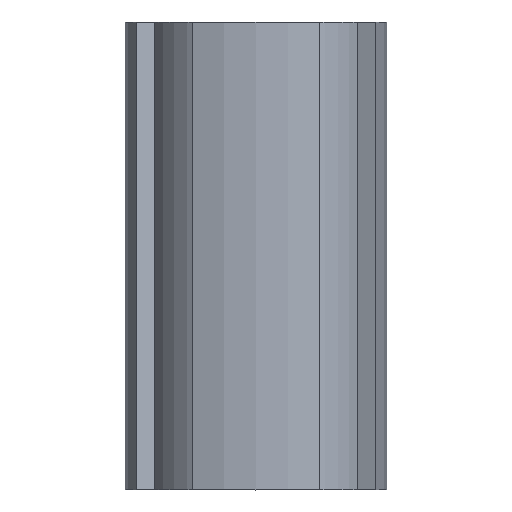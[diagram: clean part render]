
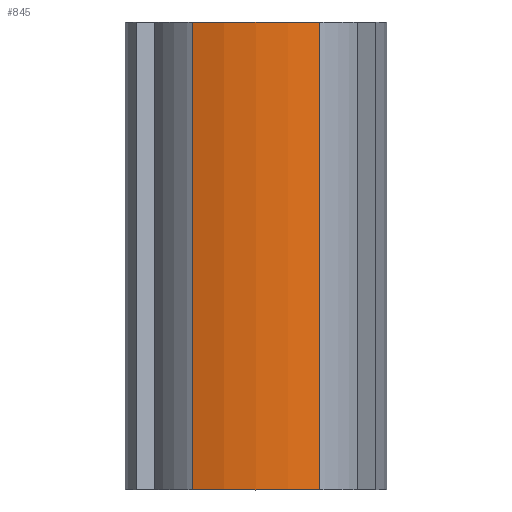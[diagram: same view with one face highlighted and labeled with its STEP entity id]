
A CAD part, top view. The second image highlights one B-rep face of the part: STEP entity #845.
In plain terms, the highlighted cylindrical face has radius 20 mm (diameter 40 mm), a partial arc.
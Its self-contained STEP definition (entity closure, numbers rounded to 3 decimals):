
#19=CYLINDRICAL_SURFACE('',#933,20.);
#42=FACE_OUTER_BOUND('',#86,.T.);
#86=EDGE_LOOP('',(#638,#639,#640,#641));
#118=CIRCLE('',#892,20.);
#140=CIRCLE('',#919,20.);
#208=LINE('',#1384,#296);
#209=LINE('',#1386,#297);
#296=VECTOR('',#1109,50.);
#297=VECTOR('',#1112,50.);
#326=VERTEX_POINT('',#1205);
#328=VERTEX_POINT('',#1208);
#378=VERTEX_POINT('',#1320);
#379=VERTEX_POINT('',#1322);
#407=EDGE_CURVE('',#328,#326,#118,.T.);
#465=EDGE_CURVE('',#378,#379,#140,.T.);
#496=EDGE_CURVE('',#326,#379,#208,.T.);
#497=EDGE_CURVE('',#328,#378,#209,.T.);
#638=ORIENTED_EDGE('',*,*,#496,.T.);
#639=ORIENTED_EDGE('',*,*,#465,.F.);
#640=ORIENTED_EDGE('',*,*,#497,.F.);
#641=ORIENTED_EDGE('',*,*,#407,.T.);
#845=ADVANCED_FACE('',(#42),#19,.T.);
#892=AXIS2_PLACEMENT_3D('',#1209,#970,#971);
#919=AXIS2_PLACEMENT_3D('',#1323,#1060,#1061);
#933=AXIS2_PLACEMENT_3D('',#1385,#1110,#1111);
#970=DIRECTION('center_axis',(0.,1.,0.));
#971=DIRECTION('ref_axis',(-0.338,0.,0.941));
#1060=DIRECTION('center_axis',(0.,1.,0.));
#1061=DIRECTION('ref_axis',(-0.338,0.,0.941));
#1109=DIRECTION('',(0.,1.,0.));
#1110=DIRECTION('center_axis',(0.,1.,0.));
#1111=DIRECTION('ref_axis',(-1.,0.,0.));
#1112=DIRECTION('',(0.,1.,0.));
#1205=CARTESIAN_POINT('',(6.75,-25.,12.827));
#1208=CARTESIAN_POINT('',(-6.75,-25.,12.827));
#1209=CARTESIAN_POINT('Origin',(0.,-25.,-6.));
#1320=CARTESIAN_POINT('',(-6.75,25.,12.827));
#1322=CARTESIAN_POINT('',(6.75,25.,12.827));
#1323=CARTESIAN_POINT('Origin',(0.,25.,-6.));
#1384=CARTESIAN_POINT('',(6.75,-25.,12.827));
#1385=CARTESIAN_POINT('Origin',(0.,-25.,-6.));
#1386=CARTESIAN_POINT('',(-6.75,-25.,12.827));
